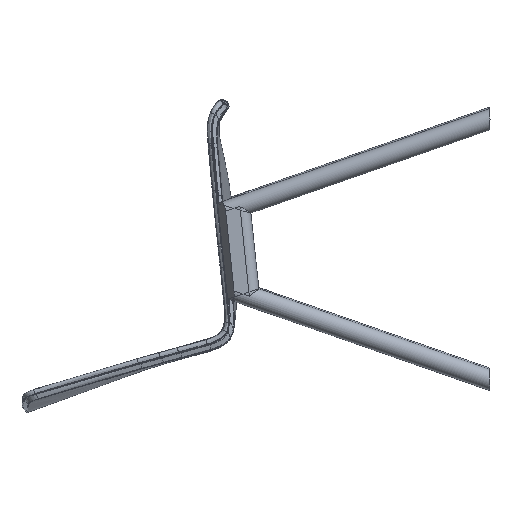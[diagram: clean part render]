
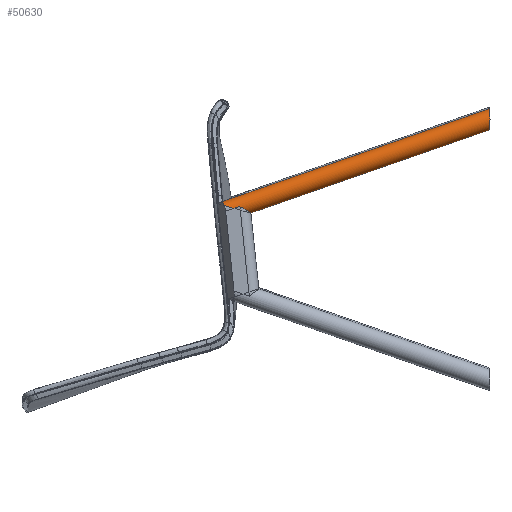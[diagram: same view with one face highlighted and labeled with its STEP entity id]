
A CAD part, left-side view. The second image highlights one B-rep face of the part: STEP entity #50630.
In plain terms, the highlighted cylindrical face has radius 17 mm (diameter 34 mm), a partial arc.
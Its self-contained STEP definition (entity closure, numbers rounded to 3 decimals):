
#49930=DIRECTION('',(-0.016,0.944,0.329));
#49931=VECTOR('',#49930,2.046);
#49932=CARTESIAN_POINT('',(211.284,396.413,
-7.628));
#49933=LINE('',#49932,#49931);
#49934=CARTESIAN_POINT('',(211.251,398.345,
-6.955));
#50085=CARTESIAN_POINT('',(228.151,404.231,
-23.01));
#50090=DIRECTION('',(0.016,-0.944,-0.329));
#50091=VECTOR('',#50090,73.99);
#50092=CARTESIAN_POINT('',(226.931,474.096,1.323));
#50093=LINE('',#50092,#50091);
#50094=CARTESIAN_POINT('',(240.84,468.168,6.668));
#50095=CARTESIAN_POINT('',(243.21,462.92,8.182));
#50096=CARTESIAN_POINT('',(244.225,457.389,9.77));
#50097=CARTESIAN_POINT('',(244.325,451.666,11.409));
#50099=CARTESIAN_POINT('',(211.251,398.345,
-6.955));
#50100=CARTESIAN_POINT('',(211.242,398.832,
-8.354));
#50101=CARTESIAN_POINT('',(211.614,399.825,
-11.15));
#50102=CARTESIAN_POINT('',(213.308,401.247,
-15.06));
#50103=CARTESIAN_POINT('',(216.02,402.479,
-18.42));
#50104=CARTESIAN_POINT('',(219.567,403.427,
-21.006));
#50105=CARTESIAN_POINT('',(223.708,404.037,
-22.638));
#50106=CARTESIAN_POINT('',(226.67,404.206,
-23.01));
#50107=CARTESIAN_POINT('',(228.151,404.231,
-23.01));
#50109=DIRECTION('',(-0.016,0.944,0.329));
#50110=VECTOR('',#50109,403.94);
#50111=CARTESIAN_POINT('',(217.942,15.,-140.471));
#50112=LINE('',#50111,#50110);
#50113=CARTESIAN_POINT('',(217.942,15.,-140.471));
#50114=CARTESIAN_POINT('',(217.942,15.,-143.242));
#50115=CARTESIAN_POINT('',(218.89,15.,-148.175));
#50116=CARTESIAN_POINT('',(223.443,15.,-154.201));
#50117=CARTESIAN_POINT('',(228.313,15.,-157.483));
#50118=CARTESIAN_POINT('',(233.933,15.,-158.861));
#50119=CARTESIAN_POINT('',(239.335,15.,-158.281));
#50120=CARTESIAN_POINT('',(243.849,15.,-156.207));
#50121=CARTESIAN_POINT('',(247.074,15.,-153.489));
#50122=CARTESIAN_POINT('',(249.659,15.,-150.09));
#50123=CARTESIAN_POINT('',(251.644,15.,-145.323));
#50124=CARTESIAN_POINT('',(252.223,15.,-139.608));
#50125=CARTESIAN_POINT('',(250.953,15.,-133.65));
#50126=CARTESIAN_POINT('',(247.882,15.,-128.476));
#50127=CARTESIAN_POINT('',(242.216,15.,-123.621));
#50128=CARTESIAN_POINT('',(237.563,15.,-122.589));
#50129=CARTESIAN_POINT('',(234.945,15.,-122.573));
#50131=DIRECTION('',(-0.016,0.944,0.329));
#50132=VECTOR('',#50131,398.334);
#50133=CARTESIAN_POINT('',(234.945,15.,-122.573));
#50134=LINE('',#50133,#50132);
#50135=CARTESIAN_POINT('',(227.823,423.003,19.531));
#50136=CARTESIAN_POINT('',(229.169,423.026,19.531));
#50137=CARTESIAN_POINT('',(231.78,423.418,19.311));
#50138=CARTESIAN_POINT('',(235.254,424.84,18.447));
#50139=CARTESIAN_POINT('',(238.202,426.894,17.176));
#50140=CARTESIAN_POINT('',(240.593,429.417,15.602));
#50141=CARTESIAN_POINT('',(242.418,432.268,13.814));
#50142=CARTESIAN_POINT('',(243.68,435.327,11.887));
#50143=CARTESIAN_POINT('',(244.393,438.486,9.89));
#50144=CARTESIAN_POINT('',(244.519,440.577,8.565));
#50145=CARTESIAN_POINT('',(244.501,441.612,7.907));
#50147=DIRECTION('',(0.016,-0.944,-0.329));
#50148=VECTOR('',#50147,10.647);
#50149=CARTESIAN_POINT('',(244.325,451.666,11.409));
#50150=LINE('',#50149,#50148);
#50159=CARTESIAN_POINT('',(226.931,474.096,1.323));
#50160=CARTESIAN_POINT('',(229.746,473.049,
0.941));
#50161=CARTESIAN_POINT('',(234.826,471.02,1.586));
#50162=CARTESIAN_POINT('',(239.059,469.092,4.401));
#50163=CARTESIAN_POINT('',(240.84,468.168,6.668));
#50165=CARTESIAN_POINT('',(228.379,391.12,8.426));
#50217=DIRECTION('',(-0.016,0.944,0.329));
#50218=VECTOR('',#50217,33.766);
#50219=CARTESIAN_POINT('',(228.379,391.12,8.426));
#50220=LINE('',#50219,#50218);
#50266=VERTEX_POINT('',#50113);
#50267=VERTEX_POINT('',#50129);
#50268=VERTEX_POINT('',#49934);
#50270=VERTEX_POINT('',#50085);
#50271=CARTESIAN_POINT('',(226.931,474.096,1.323));
#50272=VERTEX_POINT('',#50271);
#50275=CARTESIAN_POINT('',(211.284,396.413,
-7.628));
#50276=VERTEX_POINT('',#50275);
#50277=VERTEX_POINT('',#50165);
#50292=CARTESIAN_POINT('',(244.325,451.666,11.409));
#50294=VERTEX_POINT('',#50292);
#50295=CARTESIAN_POINT('',(227.823,423.003,19.531));
#50296=VERTEX_POINT('',#50295);
#50297=VERTEX_POINT('',#50094);
#50308=CARTESIAN_POINT('',(244.501,441.612,7.907));
#50309=VERTEX_POINT('',#50308);
#50605=CARTESIAN_POINT('',(235.229,-1.297,
-146.25));
#50606=DIRECTION('',(0.016,-0.944,-0.329));
#50607=DIRECTION('',(1.,0.017,0.));
#50608=AXIS2_PLACEMENT_3D('',#50605,#50606,#50607);
#50609=CYLINDRICAL_SURFACE('',#50608,17.);
#50610=ORIENTED_EDGE('',*,*,#50372,.F.);
#50612=ORIENTED_EDGE('',*,*,#50611,.F.);
#50613=ORIENTED_EDGE('',*,*,#50554,.T.);
#50614=ORIENTED_EDGE('',*,*,#50599,.F.);
#50615=ORIENTED_EDGE('',*,*,#50321,.F.);
#50617=ORIENTED_EDGE('',*,*,#50616,.F.);
#50619=ORIENTED_EDGE('',*,*,#50618,.T.);
#50621=ORIENTED_EDGE('',*,*,#50620,.T.);
#50623=ORIENTED_EDGE('',*,*,#50622,.T.);
#50625=ORIENTED_EDGE('',*,*,#50624,.T.);
#50627=ORIENTED_EDGE('',*,*,#50626,.F.);
#50628=EDGE_LOOP('',(#50610,#50612,#50613,#50614,#50615,#50617,#50619,#50621,
#50623,#50625,#50627));
#50629=FACE_OUTER_BOUND('',#50628,.F.);
#50630=ADVANCED_FACE('',(#50629),#50609,.T.);
#50098=B_SPLINE_CURVE_WITH_KNOTS('',3,(#50094,#50095,#50096,#50097),
.UNSPECIFIED.,.F.,.F.,(4,4),(0.,1.),.UNSPECIFIED.);
#50108=B_SPLINE_CURVE_WITH_KNOTS('',3,(#50099,#50100,#50101,#50102,#50103,
#50104,#50105,#50106,#50107),.UNSPECIFIED.,.F.,.F.,(4,1,1,1,1,1,4),(0.,
0.167,0.333,0.5,0.667,0.833,
1.),.UNSPECIFIED.);
#50130=B_SPLINE_CURVE_WITH_KNOTS('',3,(#50113,#50114,#50115,#50116,#50117,
#50118,#50119,#50120,#50121,#50122,#50123,#50124,#50125,#50126,#50127,#50128,
#50129),.UNSPECIFIED.,.F.,.F.,(4,1,1,1,1,1,1,1,1,1,1,1,1,1,4),(0.,0.125,
0.188,0.25,0.313,0.375,0.438,0.5,0.563,0.625,0.688,
0.75,0.813,0.875,1.),.UNSPECIFIED.);
#50146=B_SPLINE_CURVE_WITH_KNOTS('',3,(#50135,#50136,#50137,#50138,#50139,
#50140,#50141,#50142,#50143,#50144,#50145),.UNSPECIFIED.,.F.,.F.,(4,1,1,1,1,1,1,
1,4),(0.,0.125,0.25,0.375,0.5,0.625,0.75,0.875,1.),
.UNSPECIFIED.);
#50164=B_SPLINE_CURVE_WITH_KNOTS('',3,(#50159,#50160,#50161,#50162,#50163),
.UNSPECIFIED.,.F.,.F.,(4,1,4),(0.,0.5,1.),.UNSPECIFIED.);
#50321=EDGE_CURVE('',#50276,#50268,#49933,.T.);
#50372=EDGE_CURVE('',#50297,#50294,#50098,.T.);
#50554=EDGE_CURVE('',#50272,#50270,#50093,.T.);
#50599=EDGE_CURVE('',#50268,#50270,#50108,.T.);
#50611=EDGE_CURVE('',#50272,#50297,#50164,.T.);
#50616=EDGE_CURVE('',#50266,#50276,#50112,.T.);
#50618=EDGE_CURVE('',#50266,#50267,#50130,.T.);
#50620=EDGE_CURVE('',#50267,#50277,#50134,.T.);
#50622=EDGE_CURVE('',#50277,#50296,#50220,.T.);
#50624=EDGE_CURVE('',#50296,#50309,#50146,.T.);
#50626=EDGE_CURVE('',#50294,#50309,#50150,.T.);
